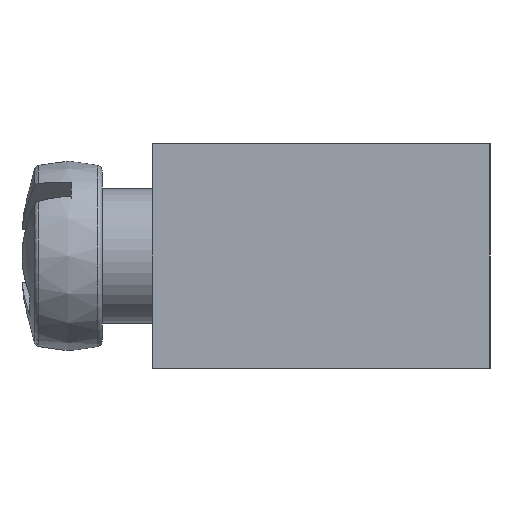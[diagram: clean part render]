
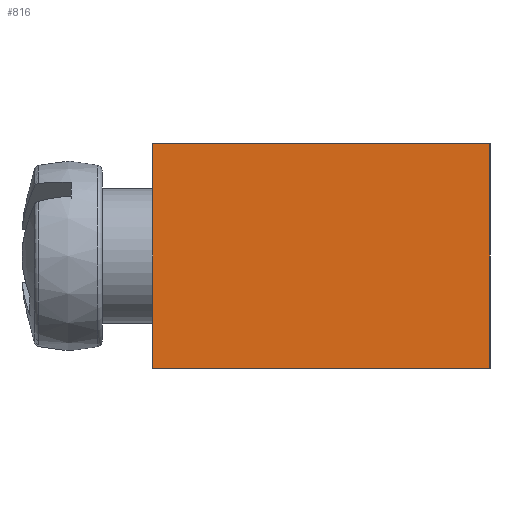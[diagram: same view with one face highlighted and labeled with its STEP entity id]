
A CAD part, left-side view. The second image highlights one B-rep face of the part: STEP entity #816.
In plain terms, the highlighted planar face has unit normal (-1, 0, 0).
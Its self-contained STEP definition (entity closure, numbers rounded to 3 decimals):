
#47=LINE('',#1258,#81);
#49=LINE('',#1273,#83);
#54=LINE('',#1427,#88);
#55=LINE('',#1429,#89);
#81=VECTOR('',#974,12.);
#83=VECTOR('',#988,12.);
#88=VECTOR('',#1051,8.);
#89=VECTOR('',#1054,8.);
#116=PLANE('',#889);
#257=FACE_OUTER_BOUND('',#335,.T.);
#335=EDGE_LOOP('',(#623,#624,#625,#626));
#388=VERTEX_POINT('',#1251);
#391=VERTEX_POINT('',#1256);
#397=VERTEX_POINT('',#1270);
#398=VERTEX_POINT('',#1272);
#468=EDGE_CURVE('',#391,#388,#47,.T.);
#474=EDGE_CURVE('',#397,#398,#49,.T.);
#496=EDGE_CURVE('',#398,#391,#54,.T.);
#497=EDGE_CURVE('',#388,#397,#55,.T.);
#623=ORIENTED_EDGE('',*,*,#496,.F.);
#624=ORIENTED_EDGE('',*,*,#474,.F.);
#625=ORIENTED_EDGE('',*,*,#497,.F.);
#626=ORIENTED_EDGE('',*,*,#468,.F.);
#816=ADVANCED_FACE('',(#257),#116,.T.);
#889=AXIS2_PLACEMENT_3D('',#1428,#1052,#1053);
#974=DIRECTION('',(0.,1.,0.));
#988=DIRECTION('',(0.,-1.,0.));
#1051=DIRECTION('',(0.,0.,-1.));
#1052=DIRECTION('center_axis',(-1.,0.,0.));
#1053=DIRECTION('ref_axis',(0.,-1.,0.));
#1054=DIRECTION('',(0.,0.,1.));
#1251=CARTESIAN_POINT('',(-21.,6.,-4.));
#1256=CARTESIAN_POINT('',(-21.,-6.,-4.));
#1258=CARTESIAN_POINT('',(-21.,-6.,-4.));
#1270=CARTESIAN_POINT('',(-21.,6.,4.));
#1272=CARTESIAN_POINT('',(-21.,-6.,4.));
#1273=CARTESIAN_POINT('',(-21.,-6.,4.));
#1427=CARTESIAN_POINT('',(-21.,-6.,0.));
#1428=CARTESIAN_POINT('Origin',(-21.,6.,0.));
#1429=CARTESIAN_POINT('',(-21.,6.,0.));
